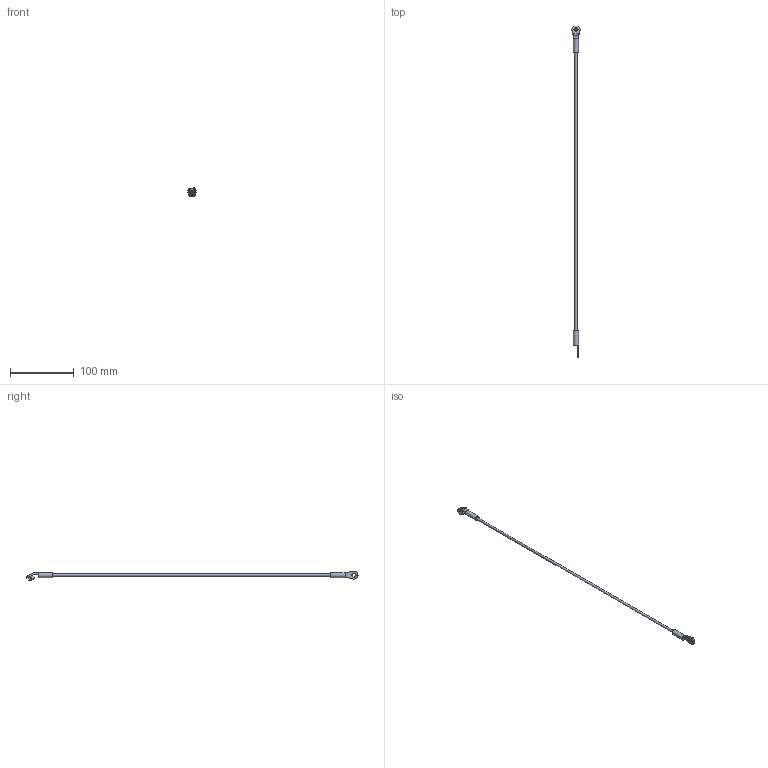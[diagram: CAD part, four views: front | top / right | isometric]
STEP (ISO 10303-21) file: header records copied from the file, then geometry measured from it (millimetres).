
FILE_DESCRIPTION (( 'STEP AP214' ), '1' );
FILE_NAME ('SCE-CBL20.STEP', '2021-03-16T14:26:36', ( '' ), ( '' ), 'SwSTEP 2.0', 'SolidWorks 2019', '' );
FILE_SCHEMA (( 'AUTOMOTIVE_DESIGN' ));
Length unit declared in the file: inch
Products named in the file (1): SCE-CBL20
Bounding box: 12.7 x 520.17 x 15.54 mm (x, y, z)
Volume: 7338.4 mm3; surface area: 8279.4 mm2
Topology: 6 solids, 6 shells, 78 faces, 185 edges, 121 vertices
Faces by surface type: cylinder 37, plane 36, bspline 3, cone 2
Full cylindrical faces by diameter (mm): 1.778 x2, 3.302 x2, 3.581 x1, 5.461 x1, 6.477 x2, 7.874 x2, 8.912 x1
Entity records: 2414 total; most frequent: CARTESIAN_POINT 676, ORIENTED_EDGE 334, DIRECTION 312, EDGE_CURVE 167, AXIS2_PLACEMENT_3D 117, VERTEX_POINT 117, EDGE_LOOP 104, FACE_OUTER_BOUND 90
